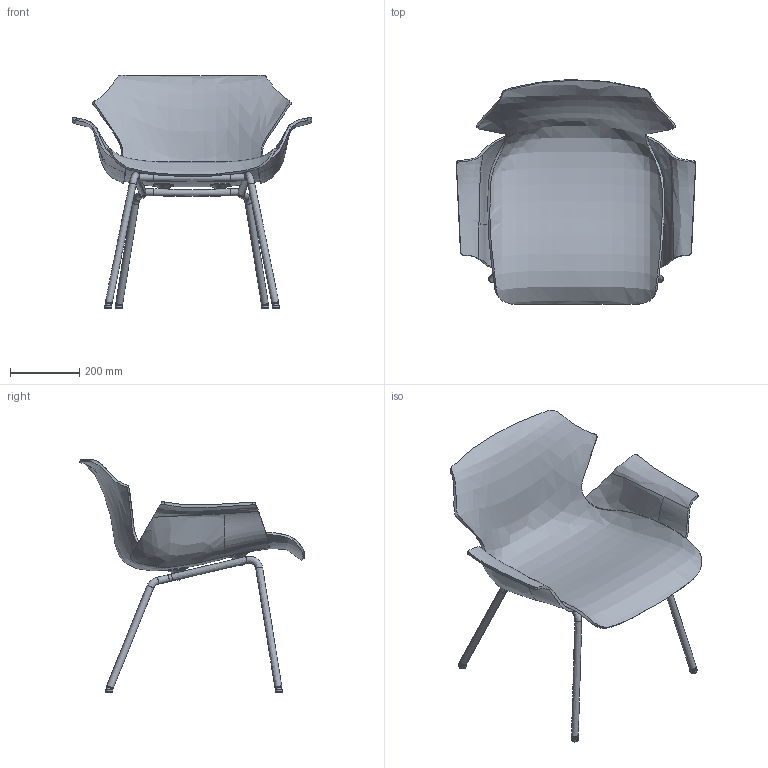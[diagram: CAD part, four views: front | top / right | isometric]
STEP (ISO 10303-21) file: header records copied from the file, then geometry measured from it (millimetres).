
FILE_DESCRIPTION(/* description */ (''),/* implementation_level */ '2;1');
FILE_NAME(/* name */ 'Petal_CB-295M_3D',/* time_stamp */ '2023-10-06T12:38:17+02:00',/* author */ (''),/* organization */ (''),/* preprocessor_version */ 'ST-DEVELOPER v16.5',/* originating_system */ 'Rhino 7.31',/* authorisation */ '');
FILE_SCHEMA (('AUTOMOTIVE_DESIGN'));
Length unit declared in the file: centimetre
Products named in the file (2): Document; Petal_CB-295M
Assembly tree (1 placements, depth 2):
  Document
    Petal_CB-295M
Bounding box: 690.39 x 647.62 x 673.83 mm (x, y, z)
Volume: 4750060.9 mm3; surface area: 1403670.3 mm2
Topology: 13 solids, 31 shells, 172 faces, 326 edges, 208 vertices
Faces by surface type: bspline 80, cylinder 46, plane 46
Full cylindrical faces by diameter (mm): 19.5 x4, 20 x12, 21 x4
Entity records: 75500 total; most frequent: CARTESIAN_POINT 72923, ORIENTED_EDGE 628, EDGE_CURVE 326, VERTEX_POINT 208, EDGE_LOOP 184, B_SPLINE_CURVE_WITH_KNOTS 174, ADVANCED_FACE 172, FACE_OUTER_BOUND 172
